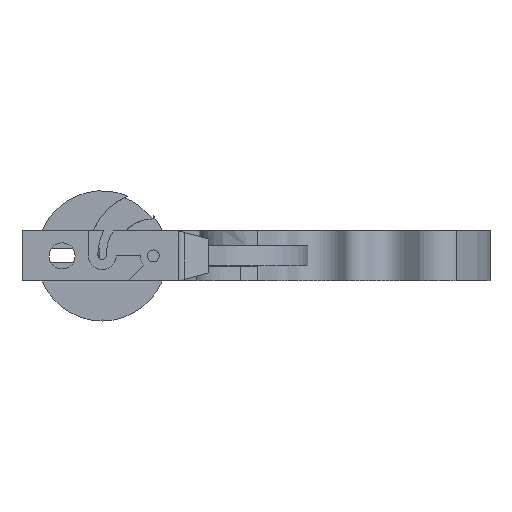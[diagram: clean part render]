
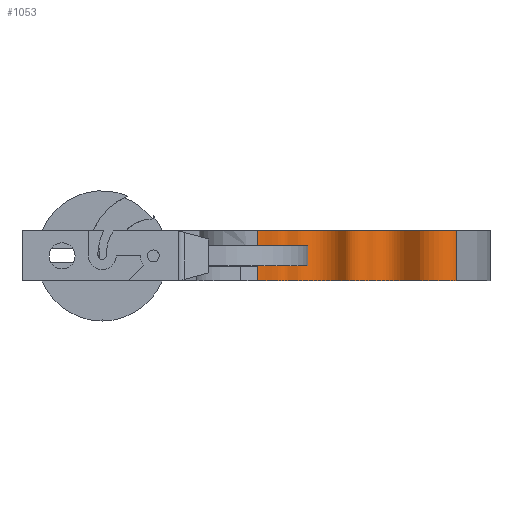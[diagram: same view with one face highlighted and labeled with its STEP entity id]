
A CAD part, left-side view. The second image highlights one B-rep face of the part: STEP entity #1053.
In plain terms, the highlighted free-form (B-spline) face has degree [3, 1] with [17, 2] control points.
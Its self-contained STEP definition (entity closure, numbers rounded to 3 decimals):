
#370 = EDGE_CURVE ( 'NONE', #683, #684, #496, .T. ) ;
#393 = EDGE_CURVE ( 'NONE', #680, #687, #550, .T. ) ;
#405 = EDGE_CURVE ( 'NONE', #683, #680, #2331, .T. ) ;
#406 = EDGE_CURVE ( 'NONE', #684, #687, #2333, .T. ) ;
#496 = B_SPLINE_CURVE_WITH_KNOTS ( 'NONE', 3,
 ( #981, #979, #1237, #1236, #1238, #580, #579, #578, #562, #561, #563, #593, #2857, #2858, #2859, #2860, #2861 ),
 .UNSPECIFIED., .F., .F.,
 ( 4, 1, 1, 1, 1, 1, 1, 1, 1, 1, 1, 1, 1, 1, 4 ),
 ( 0., 0.139, 0.202, 0.298, 0.339, 0.382, 0.434, 0.524, 0.577, 0.63, 0.671, 0.725, 0.789, 0.864, 1. ),
 .UNSPECIFIED. ) ;
#550 = B_SPLINE_CURVE_WITH_KNOTS ( 'NONE', 3,
 ( #2910, #2883, #2911, #2912, #2913, #2914, #2915, #2916, #2917, #2918, #2919, #2920, #2921, #2922, #2923, #2924, #2925 ),
 .UNSPECIFIED., .F., .F.,
 ( 4, 1, 1, 1, 1, 1, 1, 1, 1, 1, 1, 1, 1, 1, 4 ),
 ( 0., 0.139, 0.202, 0.298, 0.339, 0.382, 0.434, 0.524, 0.577, 0.63, 0.671, 0.725, 0.789, 0.864, 1. ),
 .UNSPECIFIED. ) ;
#561 = CARTESIAN_POINT ( 'NONE',  ( 23.328, -41.791, 25. ) ) ;
#562 = CARTESIAN_POINT ( 'NONE',  ( 31.466, -36.045, 25. ) ) ;
#563 = CARTESIAN_POINT ( 'NONE',  ( 24.392, -50.205, 25. ) ) ;
#578 = CARTESIAN_POINT ( 'NONE',  ( 34.131, -25.857, 25. ) ) ;
#579 = CARTESIAN_POINT ( 'NONE',  ( 30.068, -17.487, 25. ) ) ;
#580 = CARTESIAN_POINT ( 'NONE',  ( 24.772, -13.903, 25. ) ) ;
#582 = B_SPLINE_SURFACE_WITH_KNOTS ( 'NONE', 3, 1, ( 
 ( #3742, #3735 ),
 ( #3744, #3745 ),
 ( #3746, #3747 ),
 ( #3748, #3749 ),
 ( #3750, #3751 ),
 ( #3752, #3753 ),
 ( #3754, #3755 ),
 ( #3756, #3757 ),
 ( #3758, #3759 ),
 ( #3760, #3761 ),
 ( #3762, #3763 ),
 ( #3764, #3765 ),
 ( #3766, #3767 ),
 ( #3768, #3769 ),
 ( #3770, #3771 ),
 ( #3772, #3773 ),
 ( #3774, #3775 ) ),
 .UNSPECIFIED., .F., .F., .F.,
 ( 4, 1, 1, 1, 1, 1, 1, 1, 1, 1, 1, 1, 1, 1, 4 ),
 ( 2, 2 ),
 ( 0., 0.139, 0.202, 0.298, 0.339, 0.382, 0.434, 0.524, 0.577, 0.63, 0.671, 0.725, 0.789, 0.864, 1. ),
 ( 0., 1. ),
 .UNSPECIFIED. ) ;
#593 = CARTESIAN_POINT ( 'NONE',  ( 30.202, -54.252, 25. ) ) ;
#680 = VERTEX_POINT ( 'NONE', #3333 ) ;
#683 = VERTEX_POINT ( 'NONE', #3336 ) ;
#684 = VERTEX_POINT ( 'NONE', #3337 ) ;
#687 = VERTEX_POINT ( 'NONE', #3340 ) ;
#779 = ORIENTED_EDGE ( 'NONE', *, *, #370, .F. ) ;
#780 = ORIENTED_EDGE ( 'NONE', *, *, #406, .F. ) ;
#781 = ORIENTED_EDGE ( 'NONE', *, *, #393, .T. ) ;
#979 = CARTESIAN_POINT ( 'NONE',  ( 3.543, 19.22, 25. ) ) ;
#981 = CARTESIAN_POINT ( 'NONE',  ( -2.988, 17.037, 25. ) ) ;
#1053 = ADVANCED_FACE ( 'NONE', ( #2573 ), #582, .F. ) ;
#1236 = CARTESIAN_POINT ( 'NONE',  ( 21.197, 2.44, 25. ) ) ;
#1237 = CARTESIAN_POINT ( 'NONE',  ( 13.768, 15.175, 25. ) ) ;
#1238 = CARTESIAN_POINT ( 'NONE',  ( 16.823, -9.033, 25. ) ) ;
#1717 = ORIENTED_EDGE ( 'NONE', *, *, #405, .T. ) ;
#2177 = EDGE_LOOP ( 'NONE', ( #781, #780, #779, #1717 ) ) ;
#2331 = LINE ( 'NONE', #2971, #2334 ) ;
#2333 = LINE ( 'NONE', #2973, #2336 ) ;
#2334 = VECTOR ( 'NONE', #2972, 1000. ) ;
#2336 = VECTOR ( 'NONE', #2974, 1000. ) ;
#2573 = FACE_OUTER_BOUND ( 'NONE', #2177, .T. ) ;
#2857 = CARTESIAN_POINT ( 'NONE',  ( 34.029, -61.67, 25. ) ) ;
#2858 = CARTESIAN_POINT ( 'NONE',  ( 29.51, -70.74, 25. ) ) ;
#2859 = CARTESIAN_POINT ( 'NONE',  ( 19.3, -78.869, 25. ) ) ;
#2860 = CARTESIAN_POINT ( 'NONE',  ( 19.106, -91.666, 25. ) ) ;
#2861 = CARTESIAN_POINT ( 'NONE',  ( 24.977, -95.764, 25. ) ) ;
#2883 = CARTESIAN_POINT ( 'NONE',  ( 3.543, 19.22, 0. ) ) ;
#2910 = CARTESIAN_POINT ( 'NONE',  ( -2.988, 17.037, 0. ) ) ;
#2911 = CARTESIAN_POINT ( 'NONE',  ( 13.768, 15.175, 0. ) ) ;
#2912 = CARTESIAN_POINT ( 'NONE',  ( 21.197, 2.44, 0. ) ) ;
#2913 = CARTESIAN_POINT ( 'NONE',  ( 16.823, -9.033, 0. ) ) ;
#2914 = CARTESIAN_POINT ( 'NONE',  ( 24.772, -13.903, 0. ) ) ;
#2915 = CARTESIAN_POINT ( 'NONE',  ( 30.068, -17.487, 0. ) ) ;
#2916 = CARTESIAN_POINT ( 'NONE',  ( 34.131, -25.857, 0. ) ) ;
#2917 = CARTESIAN_POINT ( 'NONE',  ( 31.466, -36.045, 0. ) ) ;
#2918 = CARTESIAN_POINT ( 'NONE',  ( 23.328, -41.791, 0. ) ) ;
#2919 = CARTESIAN_POINT ( 'NONE',  ( 24.392, -50.205, 0. ) ) ;
#2920 = CARTESIAN_POINT ( 'NONE',  ( 30.202, -54.252, 0. ) ) ;
#2921 = CARTESIAN_POINT ( 'NONE',  ( 34.029, -61.67, 0. ) ) ;
#2922 = CARTESIAN_POINT ( 'NONE',  ( 29.51, -70.74, 0. ) ) ;
#2923 = CARTESIAN_POINT ( 'NONE',  ( 19.3, -78.869, 0. ) ) ;
#2924 = CARTESIAN_POINT ( 'NONE',  ( 19.106, -91.666, 0. ) ) ;
#2925 = CARTESIAN_POINT ( 'NONE',  ( 24.977, -95.764, 0. ) ) ;
#2971 = CARTESIAN_POINT ( 'NONE',  ( -2.988, 17.037, 25. ) ) ;
#2972 = DIRECTION ( 'NONE',  ( 0., 0., -1. ) ) ;
#2973 = CARTESIAN_POINT ( 'NONE',  ( 24.977, -95.764, 25. ) ) ;
#2974 = DIRECTION ( 'NONE',  ( 0., 0., -1. ) ) ;
#3333 = CARTESIAN_POINT ( 'NONE',  ( -2.988, 17.037, 0. ) ) ;
#3336 = CARTESIAN_POINT ( 'NONE',  ( -2.988, 17.037, 25. ) ) ;
#3337 = CARTESIAN_POINT ( 'NONE',  ( 24.977, -95.764, 25. ) ) ;
#3340 = CARTESIAN_POINT ( 'NONE',  ( 24.977, -95.764, 0. ) ) ;
#3735 = CARTESIAN_POINT ( 'NONE',  ( -2.988, 17.037, 0. ) ) ;
#3742 = CARTESIAN_POINT ( 'NONE',  ( -2.988, 17.037, 25. ) ) ;
#3744 = CARTESIAN_POINT ( 'NONE',  ( 3.543, 19.22, 25. ) ) ;
#3745 = CARTESIAN_POINT ( 'NONE',  ( 3.543, 19.22, 0. ) ) ;
#3746 = CARTESIAN_POINT ( 'NONE',  ( 13.768, 15.175, 25. ) ) ;
#3747 = CARTESIAN_POINT ( 'NONE',  ( 13.768, 15.175, 0. ) ) ;
#3748 = CARTESIAN_POINT ( 'NONE',  ( 21.197, 2.44, 25. ) ) ;
#3749 = CARTESIAN_POINT ( 'NONE',  ( 21.197, 2.44, 0. ) ) ;
#3750 = CARTESIAN_POINT ( 'NONE',  ( 16.823, -9.033, 25. ) ) ;
#3751 = CARTESIAN_POINT ( 'NONE',  ( 16.823, -9.033, 0. ) ) ;
#3752 = CARTESIAN_POINT ( 'NONE',  ( 24.772, -13.903, 25. ) ) ;
#3753 = CARTESIAN_POINT ( 'NONE',  ( 24.772, -13.903, 0. ) ) ;
#3754 = CARTESIAN_POINT ( 'NONE',  ( 30.068, -17.487, 25. ) ) ;
#3755 = CARTESIAN_POINT ( 'NONE',  ( 30.068, -17.487, 0. ) ) ;
#3756 = CARTESIAN_POINT ( 'NONE',  ( 34.131, -25.857, 25. ) ) ;
#3757 = CARTESIAN_POINT ( 'NONE',  ( 34.131, -25.857, 0. ) ) ;
#3758 = CARTESIAN_POINT ( 'NONE',  ( 31.466, -36.045, 25. ) ) ;
#3759 = CARTESIAN_POINT ( 'NONE',  ( 31.466, -36.045, 0. ) ) ;
#3760 = CARTESIAN_POINT ( 'NONE',  ( 23.328, -41.791, 25. ) ) ;
#3761 = CARTESIAN_POINT ( 'NONE',  ( 23.328, -41.791, 0. ) ) ;
#3762 = CARTESIAN_POINT ( 'NONE',  ( 24.392, -50.205, 25. ) ) ;
#3763 = CARTESIAN_POINT ( 'NONE',  ( 24.392, -50.205, 0. ) ) ;
#3764 = CARTESIAN_POINT ( 'NONE',  ( 30.202, -54.252, 25. ) ) ;
#3765 = CARTESIAN_POINT ( 'NONE',  ( 30.202, -54.252, 0. ) ) ;
#3766 = CARTESIAN_POINT ( 'NONE',  ( 34.029, -61.67, 25. ) ) ;
#3767 = CARTESIAN_POINT ( 'NONE',  ( 34.029, -61.67, 0. ) ) ;
#3768 = CARTESIAN_POINT ( 'NONE',  ( 29.51, -70.74, 25. ) ) ;
#3769 = CARTESIAN_POINT ( 'NONE',  ( 29.51, -70.74, 0. ) ) ;
#3770 = CARTESIAN_POINT ( 'NONE',  ( 19.3, -78.869, 25. ) ) ;
#3771 = CARTESIAN_POINT ( 'NONE',  ( 19.3, -78.869, 0. ) ) ;
#3772 = CARTESIAN_POINT ( 'NONE',  ( 19.106, -91.666, 25. ) ) ;
#3773 = CARTESIAN_POINT ( 'NONE',  ( 19.106, -91.666, 0. ) ) ;
#3774 = CARTESIAN_POINT ( 'NONE',  ( 24.977, -95.764, 25. ) ) ;
#3775 = CARTESIAN_POINT ( 'NONE',  ( 24.977, -95.764, 0. ) ) ;
